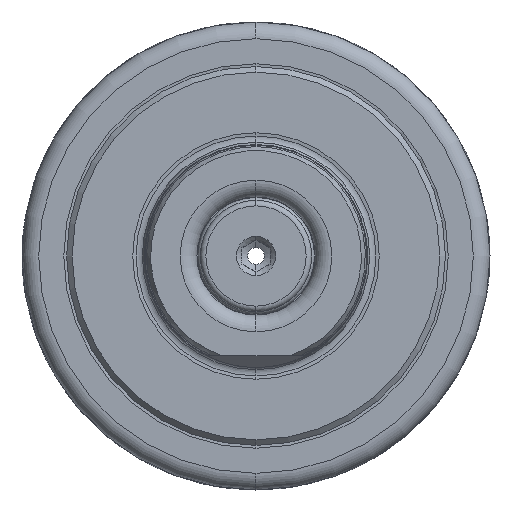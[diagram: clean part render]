
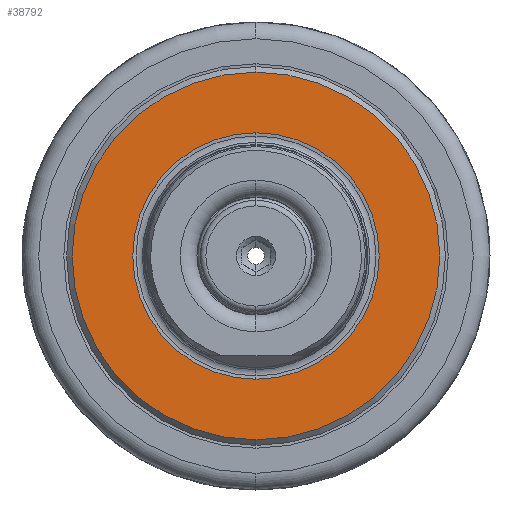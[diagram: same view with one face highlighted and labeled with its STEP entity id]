
A CAD part, left-side view. The second image highlights one B-rep face of the part: STEP entity #38792.
In plain terms, the highlighted planar face has unit normal (-1, 0, 0).
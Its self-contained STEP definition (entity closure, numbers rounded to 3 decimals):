
#1822 = CIRCLE ( 'NONE', #4882, 16.5 ) ;
#1852 = CIRCLE ( 'NONE', #4908, 11.062 ) ;
#3446 = ORIENTED_EDGE ( 'NONE', *, *, #16356, .F. ) ;
#3524 = ORIENTED_EDGE ( 'NONE', *, *, #4602, .F. ) ;
#3537 = ORIENTED_EDGE ( 'NONE', *, *, #16377, .T. ) ;
#3547 = ORIENTED_EDGE ( 'NONE', *, *, #4536, .T. ) ;
#4536 = EDGE_CURVE ( 'NONE', #5640, #5737, #1822, .T. ) ;
#4602 = EDGE_CURVE ( 'NONE', #5839, #5851, #1852, .T. ) ;
#4882 = AXIS2_PLACEMENT_3D ( 'NONE', #34195, #34172, #34194 ) ;
#4908 = AXIS2_PLACEMENT_3D ( 'NONE', #34713, #34699, #34716 ) ;
#5640 = VERTEX_POINT ( 'NONE', #35849 ) ;
#5737 = VERTEX_POINT ( 'NONE', #35961 ) ;
#5839 = VERTEX_POINT ( 'NONE', #35970 ) ;
#5851 = VERTEX_POINT ( 'NONE', #36015 ) ;
#8201 = AXIS2_PLACEMENT_3D ( 'NONE', #9931, #9950, #9952 ) ;
#8239 = AXIS2_PLACEMENT_3D ( 'NONE', #9996, #9997, #9977 ) ;
#9931 = CARTESIAN_POINT ( 'NONE',  ( 51., 0., 0. ) ) ;
#9950 = DIRECTION ( 'NONE',  ( -1., 0., 0. ) ) ;
#9952 = DIRECTION ( 'NONE',  ( 0., 0., 1. ) ) ;
#9977 = DIRECTION ( 'NONE',  ( 0., 0., -1. ) ) ;
#9996 = CARTESIAN_POINT ( 'NONE',  ( 51., 0., 0. ) ) ;
#9997 = DIRECTION ( 'NONE',  ( -1., 0., 0. ) ) ;
#11353 = CIRCLE ( 'NONE', #8201, 11.062 ) ;
#11411 = CIRCLE ( 'NONE', #8239, 16.5 ) ;
#16356 = EDGE_CURVE ( 'NONE', #5851, #5839, #11353, .T. ) ;
#16377 = EDGE_CURVE ( 'NONE', #5737, #5640, #11411, .T. ) ;
#19325 = CARTESIAN_POINT ( 'NONE',  ( 51., 11.062, 0. ) ) ;
#19326 = DIRECTION ( 'NONE',  ( 0., 0., -1. ) ) ;
#19344 = DIRECTION ( 'NONE',  ( 1., 0., 0. ) ) ;
#19373 = PLANE ( 'NONE',  #21685 ) ;
#21531 = FACE_BOUND ( 'NONE', #39058, .T. ) ;
#21567 = FACE_OUTER_BOUND ( 'NONE', #38990, .T. ) ;
#21685 = AXIS2_PLACEMENT_3D ( 'NONE', #19325, #19344, #19326 ) ;
#34172 = DIRECTION ( 'NONE',  ( -1., 0., 0. ) ) ;
#34194 = DIRECTION ( 'NONE',  ( 0., 0., -1. ) ) ;
#34195 = CARTESIAN_POINT ( 'NONE',  ( 51., 0., 0. ) ) ;
#34699 = DIRECTION ( 'NONE',  ( -1., 0., 0. ) ) ;
#34713 = CARTESIAN_POINT ( 'NONE',  ( 51., 0., 0. ) ) ;
#34716 = DIRECTION ( 'NONE',  ( 0., 0., 1. ) ) ;
#35849 = CARTESIAN_POINT ( 'NONE',  ( 51., 0., 16.5 ) ) ;
#35961 = CARTESIAN_POINT ( 'NONE',  ( 51., 0., -16.5 ) ) ;
#35970 = CARTESIAN_POINT ( 'NONE',  ( 51., 0., -11.062 ) ) ;
#36015 = CARTESIAN_POINT ( 'NONE',  ( 51., 0., 11.062 ) ) ;
#38792 = ADVANCED_FACE ( 'NONE', ( #21567, #21531 ), #19373, .F. ) ;
#38990 = EDGE_LOOP ( 'NONE', ( #3537, #3547 ) ) ;
#39058 = EDGE_LOOP ( 'NONE', ( #3446, #3524 ) ) ;
